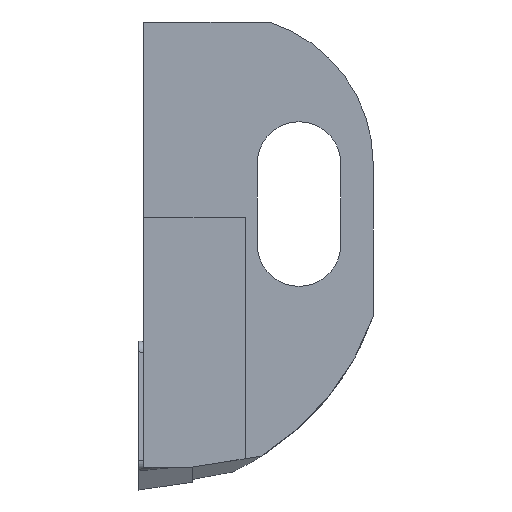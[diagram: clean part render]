
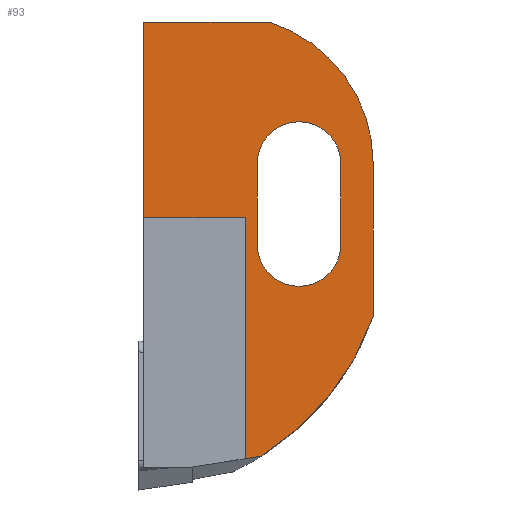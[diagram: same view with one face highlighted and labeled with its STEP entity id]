
A CAD part, left-side view. The second image highlights one B-rep face of the part: STEP entity #93.
In plain terms, the highlighted planar face has unit normal (-1, 0, 0).
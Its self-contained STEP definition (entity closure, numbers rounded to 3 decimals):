
#64=FACE_BOUND('',#186,.T.);
#65=FACE_BOUND('',#187,.T.);
#70=CIRCLE('',#766,20.);
#71=CIRCLE('',#767,11.);
#72=CIRCLE('',#768,3.1);
#73=CIRCLE('',#769,3.1);
#93=ADVANCED_FACE('',(#64,#65),#124,.T.);
#124=PLANE('',#770);
#186=EDGE_LOOP('',(#292,#293,#294,#295,#296,#297,#298,#299));
#187=EDGE_LOOP('',(#300,#301,#302,#303));
#292=ORIENTED_EDGE('',*,*,#522,.F.);
#293=ORIENTED_EDGE('',*,*,#523,.T.);
#294=ORIENTED_EDGE('',*,*,#524,.F.);
#295=ORIENTED_EDGE('',*,*,#525,.T.);
#296=ORIENTED_EDGE('',*,*,#526,.F.);
#297=ORIENTED_EDGE('',*,*,#527,.T.);
#298=ORIENTED_EDGE('',*,*,#528,.F.);
#299=ORIENTED_EDGE('',*,*,#521,.F.);
#300=ORIENTED_EDGE('',*,*,#529,.T.);
#301=ORIENTED_EDGE('',*,*,#530,.T.);
#302=ORIENTED_EDGE('',*,*,#531,.T.);
#303=ORIENTED_EDGE('',*,*,#532,.T.);
#440=VERTEX_POINT('',#1076);
#448=VERTEX_POINT('',#1092);
#449=VERTEX_POINT('',#1096);
#450=VERTEX_POINT('',#1098);
#451=VERTEX_POINT('',#1100);
#452=VERTEX_POINT('',#1102);
#453=VERTEX_POINT('',#1104);
#454=VERTEX_POINT('',#1106);
#455=VERTEX_POINT('',#1109);
#456=VERTEX_POINT('',#1110);
#457=VERTEX_POINT('',#1112);
#458=VERTEX_POINT('',#1114);
#521=EDGE_CURVE('',#448,#440,#607,.T.);
#522=EDGE_CURVE('',#449,#448,#608,.T.);
#523=EDGE_CURVE('',#449,#450,#609,.T.);
#524=EDGE_CURVE('',#451,#450,#610,.T.);
#525=EDGE_CURVE('',#451,#452,#70,.T.);
#526=EDGE_CURVE('',#453,#452,#611,.T.);
#527=EDGE_CURVE('',#453,#454,#71,.T.);
#528=EDGE_CURVE('',#440,#454,#612,.T.);
#529=EDGE_CURVE('',#455,#456,#613,.T.);
#530=EDGE_CURVE('',#456,#457,#72,.T.);
#531=EDGE_CURVE('',#457,#458,#614,.T.);
#532=EDGE_CURVE('',#458,#455,#73,.T.);
#607=LINE('',#1093,#676);
#608=LINE('',#1095,#677);
#609=LINE('',#1097,#678);
#610=LINE('',#1099,#679);
#611=LINE('',#1103,#680);
#612=LINE('',#1107,#681);
#613=LINE('',#1108,#682);
#614=LINE('',#1113,#683);
#676=VECTOR('',#884,1.);
#677=VECTOR('',#887,1.);
#678=VECTOR('',#888,1.);
#679=VECTOR('',#889,1.);
#680=VECTOR('',#892,1.);
#681=VECTOR('',#895,1.);
#682=VECTOR('',#896,1.);
#683=VECTOR('',#899,1.);
#766=AXIS2_PLACEMENT_3D('',#1101,#890,#891);
#767=AXIS2_PLACEMENT_3D('',#1105,#893,#894);
#768=AXIS2_PLACEMENT_3D('',#1111,#897,#898);
#769=AXIS2_PLACEMENT_3D('',#1115,#900,#901);
#770=AXIS2_PLACEMENT_3D('',#1116,#902,#903);
#884=DIRECTION('',(0.,0.,1.));
#887=DIRECTION('',(0.,1.,0.));
#888=DIRECTION('',(0.,0.,-1.));
#889=DIRECTION('',(0.,0.988,-0.156));
#890=DIRECTION('',(-1.,0.,0.));
#891=DIRECTION('',(0.,-0.53,-0.848));
#892=DIRECTION('',(0.,0.,-1.));
#893=DIRECTION('',(-1.,0.,0.));
#894=DIRECTION('',(0.,-1.,0.));
#895=DIRECTION('',(0.,-1.,0.));
#896=DIRECTION('',(0.,0.,-1.));
#897=DIRECTION('',(1.,0.,0.));
#898=DIRECTION('',(0.,0.,1.));
#899=DIRECTION('',(0.,0.,1.));
#900=DIRECTION('',(1.,0.,0.));
#901=DIRECTION('',(0.,0.,1.));
#902=DIRECTION('',(-1.,0.,0.));
#903=DIRECTION('',(0.,0.,-1.));
#1076=CARTESIAN_POINT('',(0.,3.75,14.5));
#1092=CARTESIAN_POINT('',(0.,3.75,0.));
#1093=CARTESIAN_POINT('',(0.,3.75,0.5));
#1095=CARTESIAN_POINT('',(0.,3.75,0.));
#1096=CARTESIAN_POINT('',(0.,-3.75,0.));
#1097=CARTESIAN_POINT('',(0.,-3.75,0.));
#1098=CARTESIAN_POINT('',(0.,-3.75,-17.881));
#1099=CARTESIAN_POINT('',(0.,-4.975,-17.687));
#1100=CARTESIAN_POINT('',(0.,-4.975,-17.687));
#1101=CARTESIAN_POINT('',(0.,5.626,-0.728));
#1102=CARTESIAN_POINT('',(0.,-13.25,-7.338));
#1103=CARTESIAN_POINT('',(0.,-13.25,4.));
#1104=CARTESIAN_POINT('',(0.,-13.25,4.));
#1105=CARTESIAN_POINT('',(0.,-2.25,4.));
#1106=CARTESIAN_POINT('',(0.,-5.529,14.5));
#1107=CARTESIAN_POINT('',(0.,3.75,14.5));
#1108=CARTESIAN_POINT('',(0.,-10.85,0.));
#1109=CARTESIAN_POINT('',(0.,-10.85,4.));
#1110=CARTESIAN_POINT('',(0.,-10.85,-2.));
#1111=CARTESIAN_POINT('',(0.,-7.75,-2.));
#1112=CARTESIAN_POINT('',(0.,-4.65,-2.));
#1113=CARTESIAN_POINT('',(0.,-4.65,0.));
#1114=CARTESIAN_POINT('',(0.,-4.65,4.));
#1115=CARTESIAN_POINT('',(0.,-7.75,4.));
#1116=CARTESIAN_POINT('',(0.,3.75,0.));
